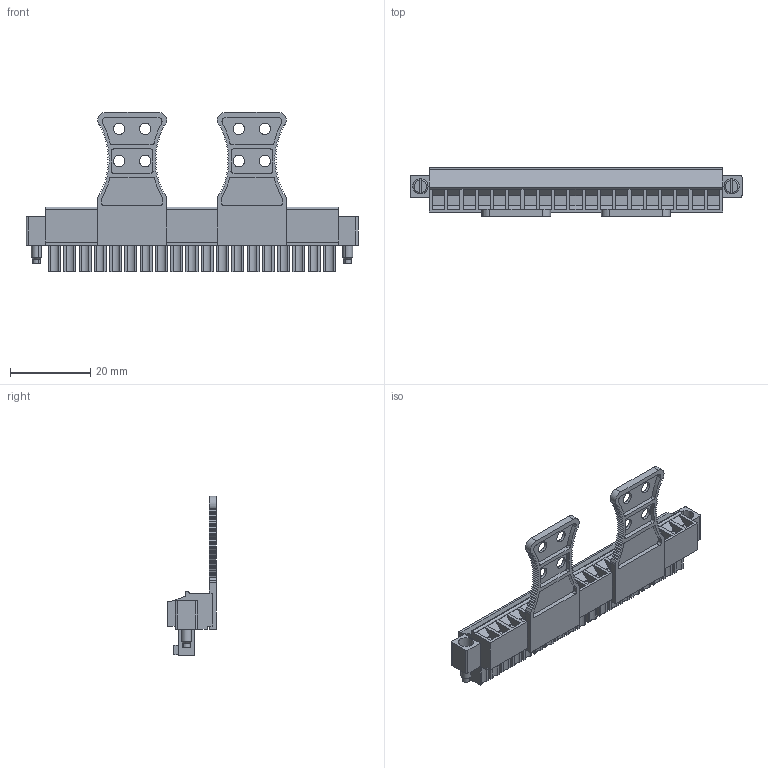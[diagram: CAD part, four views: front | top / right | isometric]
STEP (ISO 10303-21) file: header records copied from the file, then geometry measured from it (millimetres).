
FILE_DESCRIPTION(('CATIA V5 STEP Exchange','CAx-IF Rec.Pracs.--- Model Styling and Organization---1.2---2011-12-15'),'2;1');
FILE_NAME ('D1450080_0_1236730000_1236730000.stp','2018-09-19T13:17:57+00:00',('none'),('Weidmueller'),'CATIA Version 5-6 Release 2014','CATIA V5 STEP AP214','none');
FILE_SCHEMA(('AUTOMOTIVE_DESIGN { 1 0 10303 214 1 1 1 1 }'));
Length unit declared in the file: millimetre
Products named in the file (1): 1236730000
Bounding box: 82.78 x 12.2 x 39.75 mm (x, y, z)
Volume: 8408.8 mm3; surface area: 9276.1 mm2
Topology: 5 solids, 5 shells, 972 faces, 2608 edges, 1732 vertices
Faces by surface type: plane 740, cylinder 178, cone 46, torus 8
Entity records: 27775 total; most frequent: ORIENTED_EDGE 5216, CARTESIAN_POINT 4944, DIRECTION 3742, EDGE_CURVE 2608, VECTOR 2144, LINE 2144, VERTEX_POINT 1732, EDGE_LOOP 1078
